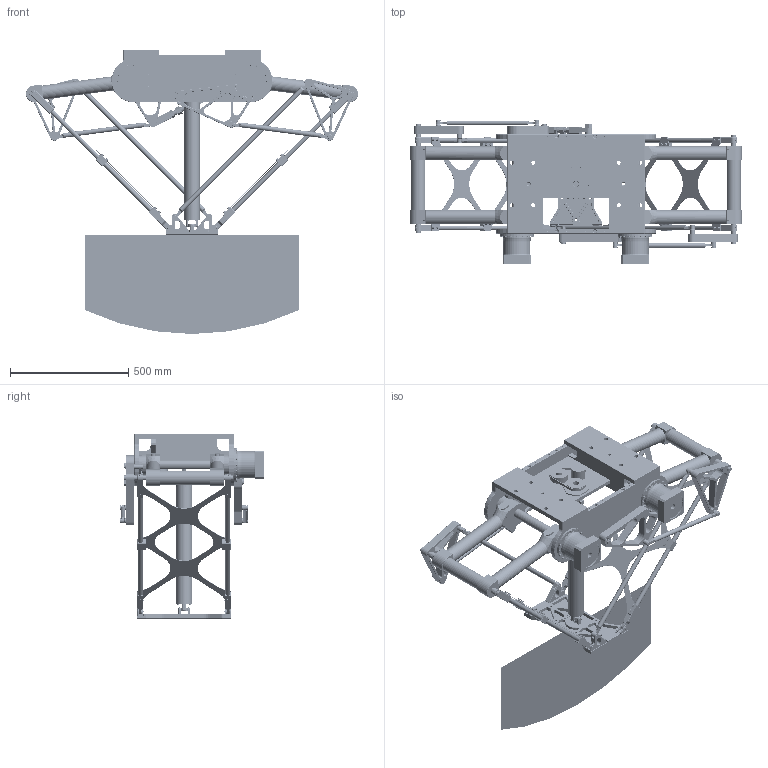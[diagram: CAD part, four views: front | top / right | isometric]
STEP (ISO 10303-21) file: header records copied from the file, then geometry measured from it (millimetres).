
FILE_DESCRIPTION(/* description */ (''),/* implementation_level */ '2;1');
FILE_NAME(/* name */ '3D-model_A_00090-T1.stp',/* time_stamp */ '2023-11-07T14:15:08+01:00',/* author */ ('michael.schutter'),/* organization */ ('Majatronic'),/* preprocessor_version */ 'ST-DEVELOPER v19.2',/* originating_system */ 'Autodesk Inventor 2023',/* authorisation */ '');
FILE_SCHEMA (('AUTOMOTIVE_DESIGN { 1 0 10303 214 3 1 1 }'));
Products named in the file (22): A_00090-T1_DUMMY; MT_WST00040997MT_WST; MT_BGR00021042MT_BGR; MT_WST00058721MT_WST; MT_WST00040294MT_WST; MT_WST00055121MT_WST; MT_WST00066194MT_WST; MT_WST00066189MT_WST; MT_WST00041012MT_WST; MT_WST00053810MT_WST; MT_WST00040287MT_WST; MT_WST00053812MT_WST; MT_WST00053814MT_WST; MT_WST00053815MT_WST; MT_WST00053817MT_WST; MT_WST00053819MT_WST; MT_WST00066190MT_WST; MT_WST00066185MT_WST; MT_WST00045417MT_WST; MT_WST00109972; MT_WST00066193MT_WST; MT_WST00109974
Assembly tree (29 placements, depth 3):
  A_00090-T1_DUMMY
    MT_WST00040997MT_WST
    MT_BGR00021042MT_BGR
      MT_WST00058721MT_WST
      MT_WST00040294MT_WST  x2
      MT_WST00055121MT_WST  x2
      MT_WST00066194MT_WST
    MT_WST00066189MT_WST
    MT_WST00041012MT_WST  x2
    MT_WST00040287MT_WST  x2
    MT_WST00053810MT_WST  x2
    MT_WST00053812MT_WST
    MT_WST00053814MT_WST
    MT_WST00053815MT_WST  x2
    MT_WST00053817MT_WST  x2
    MT_WST00053819MT_WST  x2
    MT_WST00066190MT_WST
    MT_WST00066185MT_WST
    MT_WST00045417MT_WST
    MT_WST00109972
    MT_WST00066193MT_WST
    MT_WST00109974
Bounding box: 1402.7 x 607 x 1200 mm (x, y, z)
Volume: 32589336.4 mm3; surface area: 4531383.5 mm2
Topology: 32 solids, 62 shells, 4690 faces, 10715 edges, 6630 vertices
Faces by surface type: plane 2494, cylinder 1184, cone 672, torus 168, bspline 161, sphere 11
Full cylindrical faces by diameter (mm): 4 x4, 4.917 x40, 5 x68, 5.5 x4, 6 x1, 6.4 x8, 6.647 x16, 7 x36, 7.5 x1, 8 x32, 8.2 x24, 8.273 x1, 8.5 x68, 8.917 x2, 9 x8, 10 x11, 12 x29, 13 x24, 14 x2, 15 x1, 15.6 x1, 16 x1, 17.5 x8, 18 x29, 20 x40, 22 x1, 23 x6, 24 x5, 25 x1, 26 x1
Entity records: 115210 total; most frequent: CARTESIAN_POINT 26945, DIRECTION 18121, ORIENTED_EDGE 17172, EDGE_CURVE 8586, AXIS2_PLACEMENT_3D 6424, VERTEX_POINT 5352, LINE 5273, VECTOR 5273
